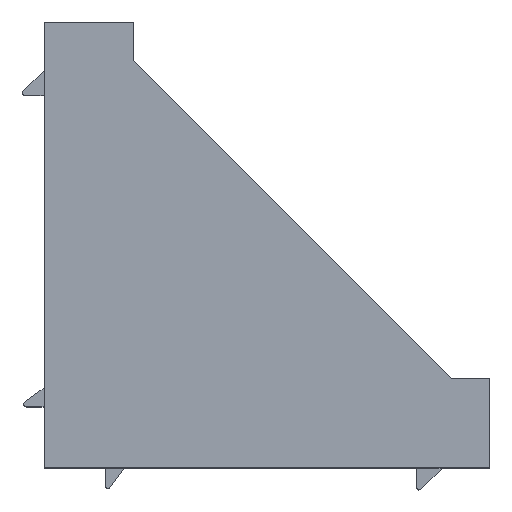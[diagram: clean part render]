
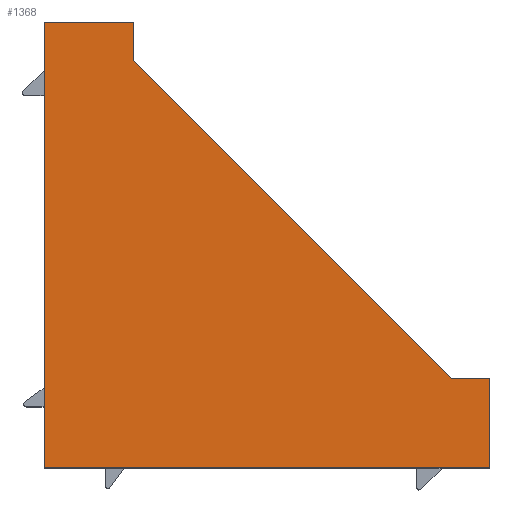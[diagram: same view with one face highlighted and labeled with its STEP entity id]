
A CAD part, top view. The second image highlights one B-rep face of the part: STEP entity #1368.
In plain terms, the highlighted planar face has unit normal (0, 0, 1).
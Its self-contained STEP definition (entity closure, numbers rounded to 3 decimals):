
#62=FACE_OUTER_BOUND('',#141,.T.);
#141=EDGE_LOOP('',(#1018,#1019,#1020,#1021,#1022,#1023,#1024));
#200=LINE('',#1893,#382);
#236=LINE('',#1974,#418);
#293=LINE('',#2094,#475);
#298=LINE('',#2105,#480);
#299=LINE('',#2107,#481);
#300=LINE('',#2109,#482);
#301=LINE('',#2110,#483);
#382=VECTOR('',#1532,35.);
#418=VECTOR('',#1586,35.);
#475=VECTOR('',#1667,7.);
#480=VECTOR('',#1676,3.);
#481=VECTOR('',#1677,35.355);
#482=VECTOR('',#1678,3.);
#483=VECTOR('',#1679,7.);
#563=VERTEX_POINT('',#1889);
#565=VERTEX_POINT('',#1892);
#601=VERTEX_POINT('',#1973);
#652=VERTEX_POINT('',#2092);
#656=VERTEX_POINT('',#2104);
#657=VERTEX_POINT('',#2106);
#658=VERTEX_POINT('',#2108);
#696=EDGE_CURVE('',#565,#563,#200,.T.);
#736=EDGE_CURVE('',#601,#565,#236,.T.);
#797=EDGE_CURVE('',#652,#563,#293,.T.);
#802=EDGE_CURVE('',#652,#656,#298,.T.);
#803=EDGE_CURVE('',#656,#657,#299,.T.);
#804=EDGE_CURVE('',#657,#658,#300,.T.);
#805=EDGE_CURVE('',#658,#601,#301,.T.);
#1018=ORIENTED_EDGE('',*,*,#696,.T.);
#1019=ORIENTED_EDGE('',*,*,#797,.F.);
#1020=ORIENTED_EDGE('',*,*,#802,.T.);
#1021=ORIENTED_EDGE('',*,*,#803,.T.);
#1022=ORIENTED_EDGE('',*,*,#804,.T.);
#1023=ORIENTED_EDGE('',*,*,#805,.T.);
#1024=ORIENTED_EDGE('',*,*,#736,.T.);
#1300=PLANE('',#1462);
#1368=ADVANCED_FACE('',(#62),#1300,.F.);
#1462=AXIS2_PLACEMENT_3D('',#2103,#1674,#1675);
#1532=DIRECTION('',(1.,0.,0.));
#1586=DIRECTION('',(0.,-1.,0.));
#1667=DIRECTION('',(0.,-1.,0.));
#1674=DIRECTION('center_axis',(0.,0.,-1.));
#1675=DIRECTION('ref_axis',(-1.,0.,0.));
#1676=DIRECTION('',(-1.,0.,0.));
#1677=DIRECTION('',(-0.707,0.707,0.));
#1678=DIRECTION('',(0.,1.,0.));
#1679=DIRECTION('',(-1.,0.,0.));
#1889=CARTESIAN_POINT('',(17.5,0.,14.));
#1892=CARTESIAN_POINT('',(-17.5,0.,14.));
#1893=CARTESIAN_POINT('',(-17.5,0.,14.));
#1973=CARTESIAN_POINT('',(-17.5,35.,14.));
#1974=CARTESIAN_POINT('',(-17.5,35.,14.));
#2092=CARTESIAN_POINT('',(17.5,7.,14.));
#2094=CARTESIAN_POINT('',(17.5,7.,14.));
#2103=CARTESIAN_POINT('Origin',(-17.5,4.5,14.));
#2104=CARTESIAN_POINT('',(14.5,7.,14.));
#2105=CARTESIAN_POINT('',(17.5,7.,14.));
#2106=CARTESIAN_POINT('',(-10.5,32.,14.));
#2107=CARTESIAN_POINT('',(14.5,7.,14.));
#2108=CARTESIAN_POINT('',(-10.5,35.,14.));
#2109=CARTESIAN_POINT('',(-10.5,32.,14.));
#2110=CARTESIAN_POINT('',(-10.5,35.,14.));
